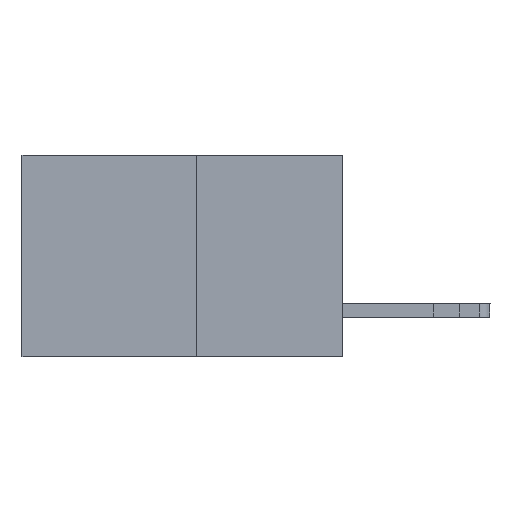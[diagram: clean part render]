
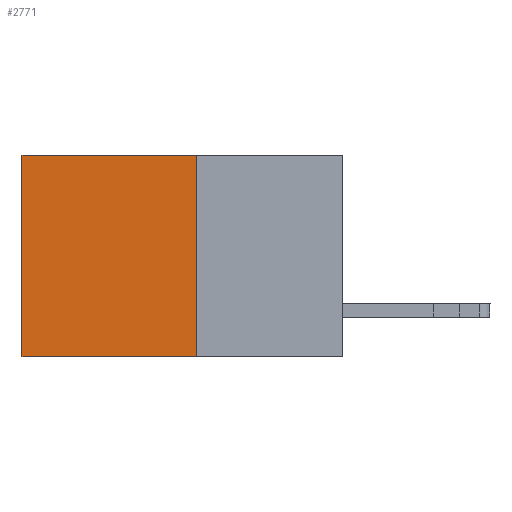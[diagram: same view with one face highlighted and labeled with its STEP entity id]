
A CAD part, left-side view. The second image highlights one B-rep face of the part: STEP entity #2771.
In plain terms, the highlighted planar face has unit normal (-1, 0, 0).
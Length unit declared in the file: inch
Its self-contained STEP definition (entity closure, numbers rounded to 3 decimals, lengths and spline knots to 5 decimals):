
#634 = LINE ( 'NONE', #11819, #9318 ) ;
#817 = DIRECTION ( 'NONE',  ( 0., 1., 0. ) ) ;
#977 = FACE_OUTER_BOUND ( 'NONE', #1985, .T. ) ;
#1255 = ORIENTED_EDGE ( 'NONE', *, *, #19539, .F. ) ;
#1320 = LINE ( 'NONE', #8962, #17822 ) ;
#1811 = VERTEX_POINT ( 'NONE', #15708 ) ;
#1985 = EDGE_LOOP ( 'NONE', ( #10989, #9213, #1255, #2070 ) ) ;
#2070 = ORIENTED_EDGE ( 'NONE', *, *, #12662, .T. ) ;
#2442 = EDGE_CURVE ( 'NONE', #17002, #10304, #2843, .T. ) ;
#2771 = ADVANCED_FACE ( 'NONE', ( #977 ), #13489, .F. ) ;
#2843 = LINE ( 'NONE', #15447, #19221 ) ;
#3181 = DIRECTION ( 'NONE',  ( 1., 0., 0. ) ) ;
#3952 = DIRECTION ( 'NONE',  ( 0., 1., 0. ) ) ;
#5439 = DIRECTION ( 'NONE',  ( 0., 0., -1. ) ) ;
#6234 = AXIS2_PLACEMENT_3D ( 'NONE', #13322, #3181, #8347 ) ;
#7714 = VECTOR ( 'NONE', #3952, 39.37008 ) ;
#8347 = DIRECTION ( 'NONE',  ( 0., 0., -1. ) ) ;
#8962 = CARTESIAN_POINT ( 'NONE',  ( 0.277, 0.27, -0.37 ) ) ;
#9213 = ORIENTED_EDGE ( 'NONE', *, *, #13408, .F. ) ;
#9318 = VECTOR ( 'NONE', #5439, 39.37008 ) ;
#9848 = DIRECTION ( 'NONE',  ( 0., 0., -1. ) ) ;
#10164 = VERTEX_POINT ( 'NONE', #16891 ) ;
#10304 = VERTEX_POINT ( 'NONE', #17198 ) ;
#10315 = CARTESIAN_POINT ( 'NONE',  ( 0.277, 0.27, 0. ) ) ;
#10989 = ORIENTED_EDGE ( 'NONE', *, *, #2442, .T. ) ;
#11633 = CARTESIAN_POINT ( 'NONE',  ( 0.277, 0.59, 0. ) ) ;
#11819 = CARTESIAN_POINT ( 'NONE',  ( 0.277, 0.27, -0.37 ) ) ;
#11927 = LINE ( 'NONE', #10315, #7714 ) ;
#12662 = EDGE_CURVE ( 'NONE', #1811, #17002, #11927, .T. ) ;
#13322 = CARTESIAN_POINT ( 'NONE',  ( 0.277, 0.27, -0.37 ) ) ;
#13408 = EDGE_CURVE ( 'NONE', #10164, #10304, #1320, .T. ) ;
#13489 = PLANE ( 'NONE',  #6234 ) ;
#15447 = CARTESIAN_POINT ( 'NONE',  ( 0.277, 0.59, -0.37 ) ) ;
#15708 = CARTESIAN_POINT ( 'NONE',  ( 0.277, 0.27, 0. ) ) ;
#16891 = CARTESIAN_POINT ( 'NONE',  ( 0.277, 0.27, -0.37 ) ) ;
#17002 = VERTEX_POINT ( 'NONE', #11633 ) ;
#17198 = CARTESIAN_POINT ( 'NONE',  ( 0.277, 0.59, -0.37 ) ) ;
#17822 = VECTOR ( 'NONE', #817, 39.37008 ) ;
#19221 = VECTOR ( 'NONE', #9848, 39.37008 ) ;
#19539 = EDGE_CURVE ( 'NONE', #1811, #10164, #634, .T. ) ;
